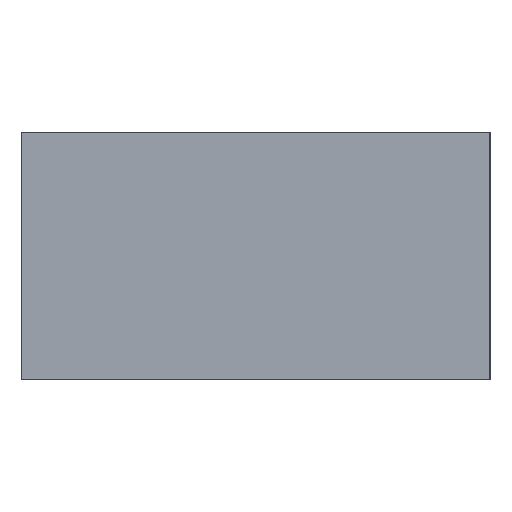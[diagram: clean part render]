
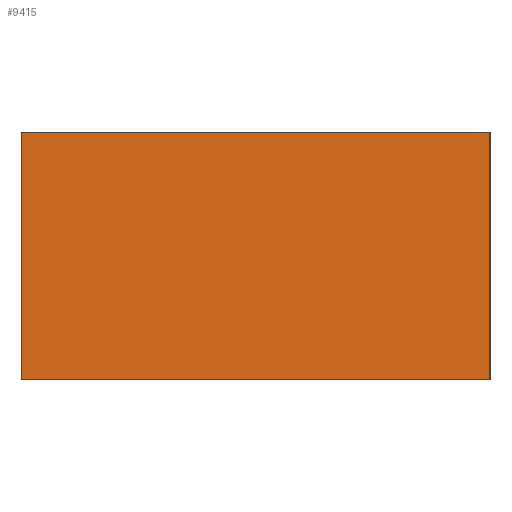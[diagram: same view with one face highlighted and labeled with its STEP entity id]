
A CAD part, left-side view. The second image highlights one B-rep face of the part: STEP entity #9415.
In plain terms, the highlighted planar face has unit normal (-1, 0, 0).
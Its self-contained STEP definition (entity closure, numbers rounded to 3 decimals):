
#984=FACE_OUTER_BOUND('',#1500,.T.);
#1500=EDGE_LOOP('',(#8306,#8307,#8308,#8309));
#2509=LINE('',#15452,#3551);
#2536=LINE('',#15531,#3578);
#2541=LINE('',#15545,#3583);
#2544=LINE('',#15550,#3586);
#3551=VECTOR('',#12722,10.);
#3578=VECTOR('',#12803,10.);
#3583=VECTOR('',#12822,10.);
#3586=VECTOR('',#12829,10.);
#4408=VERTEX_POINT('',#15449);
#4409=VERTEX_POINT('',#15451);
#4434=VERTEX_POINT('',#15529);
#4436=VERTEX_POINT('',#15543);
#5683=EDGE_CURVE('',#4408,#4409,#2509,.T.);
#5723=EDGE_CURVE('',#4434,#4408,#2536,.T.);
#5728=EDGE_CURVE('',#4436,#4434,#2541,.T.);
#5731=EDGE_CURVE('',#4409,#4436,#2544,.T.);
#8306=ORIENTED_EDGE('',*,*,#5723,.F.);
#8307=ORIENTED_EDGE('',*,*,#5728,.F.);
#8308=ORIENTED_EDGE('',*,*,#5731,.F.);
#8309=ORIENTED_EDGE('',*,*,#5683,.F.);
#8697=PLANE('',#10266);
#9415=ADVANCED_FACE('',(#984),#8697,.T.);
#10266=AXIS2_PLACEMENT_3D('',#15549,#12827,#12828);
#12722=DIRECTION('',(0.,1.,0.));
#12803=DIRECTION('',(0.,0.,-1.));
#12822=DIRECTION('',(0.,-1.,0.));
#12827=DIRECTION('center_axis',(-1.,0.,0.));
#12828=DIRECTION('ref_axis',(0.,-1.,0.));
#12829=DIRECTION('',(0.,0.,1.));
#15449=CARTESIAN_POINT('',(-4.25,-15.05,-3.065));
#15451=CARTESIAN_POINT('',(-4.25,2.9,-3.065));
#15452=CARTESIAN_POINT('',(-4.25,2.9,-3.065));
#15529=CARTESIAN_POINT('',(-4.25,-15.05,6.435));
#15531=CARTESIAN_POINT('',(-4.25,-15.05,-1.565));
#15543=CARTESIAN_POINT('',(-4.25,2.9,6.435));
#15545=CARTESIAN_POINT('',(-4.25,2.9,6.435));
#15549=CARTESIAN_POINT('Origin',(-4.25,2.9,-1.565));
#15550=CARTESIAN_POINT('',(-4.25,2.9,-1.565));
